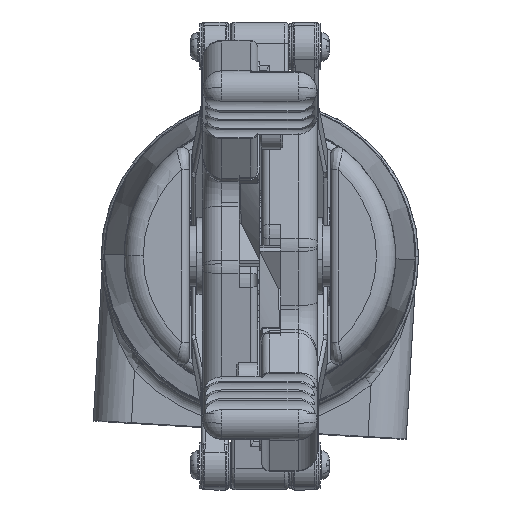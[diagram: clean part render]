
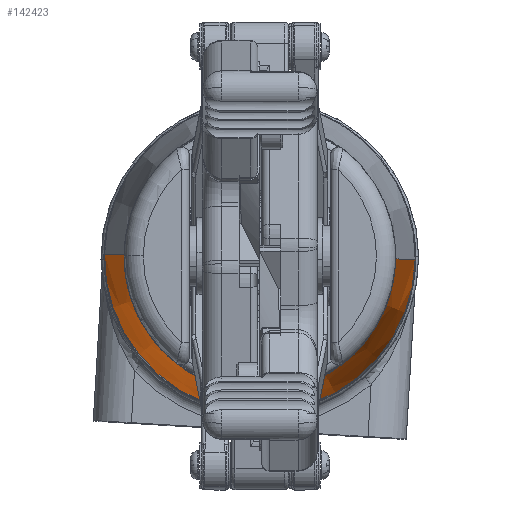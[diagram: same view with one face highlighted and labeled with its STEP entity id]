
A CAD part, top view. The second image highlights one B-rep face of the part: STEP entity #142423.
In plain terms, the highlighted conical face has half-angle 5.966 degrees and reference radius 40.8 mm.
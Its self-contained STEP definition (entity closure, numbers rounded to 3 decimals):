
#342 = CARTESIAN_POINT ( 'NONE',  ( -35.089, 0.599, 181.261 ) ) ;
#21395 = DIRECTION ( 'NONE',  ( 1., -0.017, 0. ) ) ;
#22249 = DIRECTION ( 'NONE',  ( 0., 0., 1. ) ) ;
#34293 = VERTEX_POINT ( 'NONE', #342 ) ;
#34981 = CARTESIAN_POINT ( 'NONE',  ( 0., 0., 126.653 ) ) ;
#42785 = AXIS2_PLACEMENT_3D ( 'NONE', #123433, #46272, #71721 ) ;
#46272 = DIRECTION ( 'NONE',  ( 0., 0., -1. ) ) ;
#51416 = EDGE_CURVE ( 'NONE', #34293, #54179, #160448, .T. ) ;
#54179 = VERTEX_POINT ( 'NONE', #103143 ) ;
#55530 = AXIS2_PLACEMENT_3D ( 'NONE', #60767, #22249, #21395 ) ;
#59702 = CONICAL_SURFACE ( 'NONE', #157648, 40.8, 0.104 ) ;
#59833 = DIRECTION ( 'NONE',  ( 0.104, -0.002, -0.995 ) ) ;
#60767 = CARTESIAN_POINT ( 'NONE',  ( 0., 0., 128.208 ) ) ;
#63523 = VERTEX_POINT ( 'NONE', #113361 ) ;
#71262 = LINE ( 'NONE', #100079, #95385 ) ;
#71721 = DIRECTION ( 'NONE',  ( 1., -0.017, 0. ) ) ;
#73376 = DIRECTION ( 'NONE',  ( -0.104, 0.002, -0.995 ) ) ;
#73572 = CIRCLE ( 'NONE', #42785, 35.094 ) ;
#73616 = ORIENTED_EDGE ( 'NONE', *, *, #121351, .T. ) ;
#86954 = ORIENTED_EDGE ( 'NONE', *, *, #51416, .T. ) ;
#88383 = DIRECTION ( 'NONE',  ( 0., 0., -1. ) ) ;
#90968 = FACE_OUTER_BOUND ( 'NONE', #96998, .T. ) ;
#95385 = VECTOR ( 'NONE', #59833, 1000. ) ;
#96998 = EDGE_LOOP ( 'NONE', ( #141057, #146257, #86954, #73616 ) ) ;
#99821 = VECTOR ( 'NONE', #73376, 1000. ) ;
#100079 = CARTESIAN_POINT ( 'NONE',  ( 40.794, -0.696, 126.653 ) ) ;
#103143 = CARTESIAN_POINT ( 'NONE',  ( -40.632, 0.694, 128.208 ) ) ;
#105018 = DIRECTION ( 'NONE',  ( -1., 0.017, 0. ) ) ;
#107854 = CARTESIAN_POINT ( 'NONE',  ( -40.794, 0.696, 126.653 ) ) ;
#113361 = CARTESIAN_POINT ( 'NONE',  ( 35.089, -0.599, 181.261 ) ) ;
#114034 = EDGE_CURVE ( 'NONE', #63523, #34293, #73572, .T. ) ;
#121351 = EDGE_CURVE ( 'NONE', #54179, #162302, #156224, .T. ) ;
#123433 = CARTESIAN_POINT ( 'NONE',  ( 0., 0., 181.261 ) ) ;
#123441 = EDGE_CURVE ( 'NONE', #63523, #162302, #71262, .T. ) ;
#141057 = ORIENTED_EDGE ( 'NONE', *, *, #123441, .F. ) ;
#142423 = ADVANCED_FACE ( 'NONE', ( #90968 ), #59702, .T. ) ;
#146257 = ORIENTED_EDGE ( 'NONE', *, *, #114034, .T. ) ;
#156224 = CIRCLE ( 'NONE', #55530, 40.638 ) ;
#157648 = AXIS2_PLACEMENT_3D ( 'NONE', #34981, #88383, #105018 ) ;
#160448 = LINE ( 'NONE', #107854, #99821 ) ;
#160627 = CARTESIAN_POINT ( 'NONE',  ( 40.632, -0.694, 128.208 ) ) ;
#162302 = VERTEX_POINT ( 'NONE', #160627 ) ;
